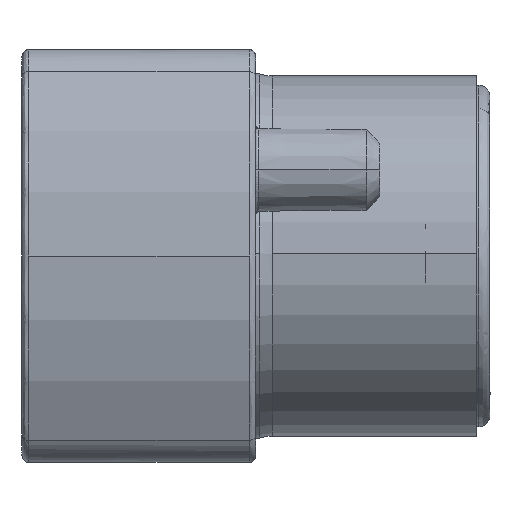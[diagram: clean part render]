
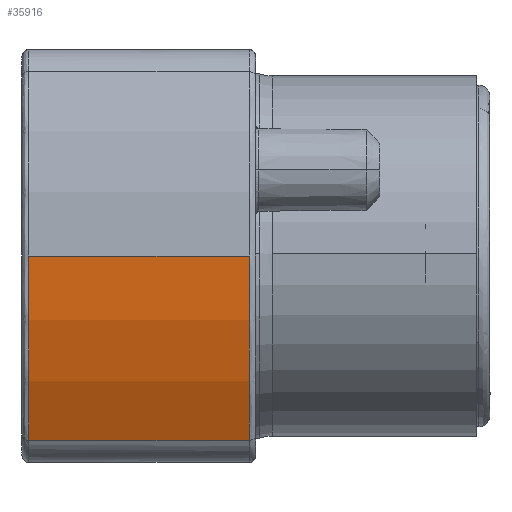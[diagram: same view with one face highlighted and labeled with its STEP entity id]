
A CAD part, left-side view. The second image highlights one B-rep face of the part: STEP entity #35916.
In plain terms, the highlighted cylindrical face has radius 7.367 mm (diameter 14.733 mm), a partial arc.
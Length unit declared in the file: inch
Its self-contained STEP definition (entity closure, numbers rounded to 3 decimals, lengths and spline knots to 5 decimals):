
#4696 = CARTESIAN_POINT ( 'NONE',  ( 1.03273, -0.133, 0.01616 ) ) ;
#4703 = DIRECTION ( 'NONE',  ( 0., -1., 0. ) ) ;
#4705 = CARTESIAN_POINT ( 'NONE',  ( 1., -0.133, 0.15 ) ) ;
#4708 = DIRECTION ( 'NONE',  ( 0., 1., 0. ) ) ;
#4716 = CARTESIAN_POINT ( 'NONE',  ( 1.29002, -0.005, 0.15 ) ) ;
#4717 = DIRECTION ( 'NONE',  ( 0., -1., 0. ) ) ;
#4718 = DIRECTION ( 'NONE',  ( -1., 0., 0. ) ) ;
#4725 = CARTESIAN_POINT ( 'NONE',  ( 1.29002, -0.165, 0.15 ) ) ;
#4726 = DIRECTION ( 'NONE',  ( 0., 1., 0. ) ) ;
#4727 = DIRECTION ( 'NONE',  ( -1., 0., 0. ) ) ;
#6019 = CARTESIAN_POINT ( 'NONE',  ( 1.03273, -0.005, 0.01616 ) ) ;
#6022 = CARTESIAN_POINT ( 'NONE',  ( 1., -0.005, 0.15 ) ) ;
#6038 = CARTESIAN_POINT ( 'NONE',  ( 1., -0.165, 0.15 ) ) ;
#6040 = CARTESIAN_POINT ( 'NONE',  ( 1.03273, -0.165, 0.01616 ) ) ;
#10832 = EDGE_CURVE ( 'NONE', #31404, #31424, #25379, .T. ) ;
#10837 = EDGE_CURVE ( 'NONE', #31422, #31406, #25396, .T. ) ;
#10841 = EDGE_CURVE ( 'NONE', #31406, #31404, #25385, .T. ) ;
#10845 = EDGE_CURVE ( 'NONE', #31424, #31422, #25402, .T. ) ;
#13711 = AXIS2_PLACEMENT_3D ( 'NONE', #4716, #4717, #4718 ) ;
#13712 = AXIS2_PLACEMENT_3D ( 'NONE', #4725, #4726, #4727 ) ;
#22396 = ORIENTED_EDGE ( 'NONE', *, *, #10837, .T. ) ;
#22894 = ORIENTED_EDGE ( 'NONE', *, *, #10841, .T. ) ;
#23535 = ORIENTED_EDGE ( 'NONE', *, *, #10845, .T. ) ;
#24639 = AXIS2_PLACEMENT_3D ( 'NONE', #40352, #40355, #40350 ) ;
#25379 = LINE ( 'NONE', #4696, #25389 ) ;
#25385 = CIRCLE ( 'NONE', #13711, 0.29002 ) ;
#25389 = VECTOR ( 'NONE', #4703, 39.37008 ) ;
#25396 = LINE ( 'NONE', #4705, #25398 ) ;
#25398 = VECTOR ( 'NONE', #4708, 39.37008 ) ;
#25402 = CIRCLE ( 'NONE', #13712, 0.29002 ) ;
#31097 = FACE_OUTER_BOUND ( 'NONE', #36792, .T. ) ;
#31103 = CYLINDRICAL_SURFACE ( 'NONE', #24639, 0.29002 ) ;
#31404 = VERTEX_POINT ( 'NONE', #6019 ) ;
#31406 = VERTEX_POINT ( 'NONE', #6022 ) ;
#31422 = VERTEX_POINT ( 'NONE', #6038 ) ;
#31424 = VERTEX_POINT ( 'NONE', #6040 ) ;
#35916 = ADVANCED_FACE ( 'NONE', ( #31097 ), #31103, .T. ) ;
#36629 = ORIENTED_EDGE ( 'NONE', *, *, #10832, .T. ) ;
#36792 = EDGE_LOOP ( 'NONE', ( #23535, #22396, #22894, #36629 ) ) ;
#40350 = DIRECTION ( 'NONE',  ( -1., 0., 0. ) ) ;
#40352 = CARTESIAN_POINT ( 'NONE',  ( 1.29002, -0.133, 0.15 ) ) ;
#40355 = DIRECTION ( 'NONE',  ( 0., 1., 0. ) ) ;
